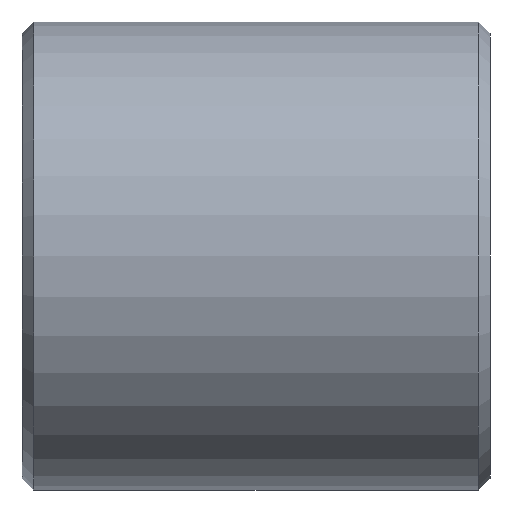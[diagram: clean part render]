
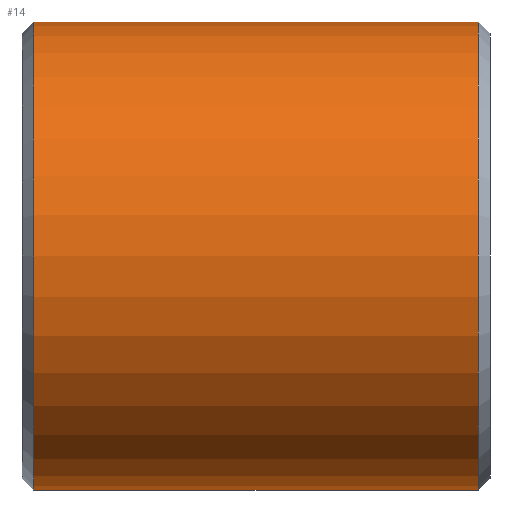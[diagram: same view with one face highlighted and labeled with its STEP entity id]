
A CAD part, left-side view. The second image highlights one B-rep face of the part: STEP entity #14.
In plain terms, the highlighted cylindrical face has radius 8 mm (diameter 16 mm), a partial arc.
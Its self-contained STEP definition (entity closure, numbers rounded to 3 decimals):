
#4 = FACE_OUTER_BOUND ( 'NONE', #274, .T. ) ;
#11 = VERTEX_POINT ( 'NONE', #265 ) ;
#14 = ADVANCED_FACE ( 'NONE', ( #4 ), #33, .T. ) ;
#32 = CIRCLE ( 'NONE', #75, 8. ) ;
#33 = CYLINDRICAL_SURFACE ( 'NONE', #297, 8. ) ;
#59 = VERTEX_POINT ( 'NONE', #130 ) ;
#66 = ORIENTED_EDGE ( 'NONE', *, *, #224, .T. ) ;
#75 = AXIS2_PLACEMENT_3D ( 'NONE', #194, #192, #191 ) ;
#76 = ORIENTED_EDGE ( 'NONE', *, *, #203, .F. ) ;
#92 = CIRCLE ( 'NONE', #268, 8. ) ;
#123 = VECTOR ( 'NONE', #187, 1000. ) ;
#127 = EDGE_CURVE ( 'NONE', #138, #59, #92, .T. ) ;
#130 = CARTESIAN_POINT ( 'NONE',  ( 0., -7.6, 8. ) ) ;
#138 = VERTEX_POINT ( 'NONE', #312 ) ;
#173 = ORIENTED_EDGE ( 'NONE', *, *, #287, .T. ) ;
#184 = CARTESIAN_POINT ( 'NONE',  ( 0., -8., 8. ) ) ;
#187 = DIRECTION ( 'NONE',  ( 0., 1., 0. ) ) ;
#191 = DIRECTION ( 'NONE',  ( 0., 0., 1. ) ) ;
#192 = DIRECTION ( 'NONE',  ( 0., -1., 0. ) ) ;
#194 = CARTESIAN_POINT ( 'NONE',  ( 0., 7.6, 0. ) ) ;
#197 = CARTESIAN_POINT ( 'NONE',  ( 0., 7.6, 8. ) ) ;
#203 = EDGE_CURVE ( 'NONE', #138, #11, #241, .T. ) ;
#209 = LINE ( 'NONE', #184, #123 ) ;
#224 = EDGE_CURVE ( 'NONE', #247, #11, #32, .T. ) ;
#237 = DIRECTION ( 'NONE',  ( 0., 1., 0. ) ) ;
#241 = LINE ( 'NONE', #242, #310 ) ;
#242 = CARTESIAN_POINT ( 'NONE',  ( 0., -8., -8. ) ) ;
#247 = VERTEX_POINT ( 'NONE', #197 ) ;
#251 = DIRECTION ( 'NONE',  ( 0., 1., 0. ) ) ;
#258 = DIRECTION ( 'NONE',  ( 0., 0., 1. ) ) ;
#265 = CARTESIAN_POINT ( 'NONE',  ( 0., 7.6, -8. ) ) ;
#268 = AXIS2_PLACEMENT_3D ( 'NONE', #294, #289, #288 ) ;
#274 = EDGE_LOOP ( 'NONE', ( #76, #296, #173, #66 ) ) ;
#287 = EDGE_CURVE ( 'NONE', #59, #247, #209, .T. ) ;
#288 = DIRECTION ( 'NONE',  ( 0., 0., 1. ) ) ;
#289 = DIRECTION ( 'NONE',  ( 0., 1., 0. ) ) ;
#292 = CARTESIAN_POINT ( 'NONE',  ( 0., -8., 0. ) ) ;
#294 = CARTESIAN_POINT ( 'NONE',  ( 0., -7.6, 0. ) ) ;
#296 = ORIENTED_EDGE ( 'NONE', *, *, #127, .T. ) ;
#297 = AXIS2_PLACEMENT_3D ( 'NONE', #292, #251, #258 ) ;
#310 = VECTOR ( 'NONE', #237, 1000. ) ;
#312 = CARTESIAN_POINT ( 'NONE',  ( 0., -7.6, -8. ) ) ;
